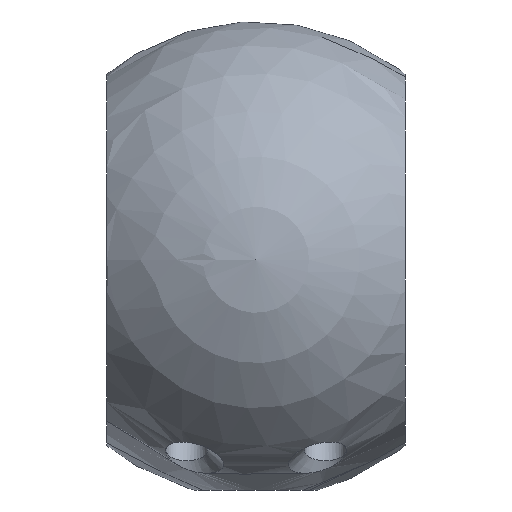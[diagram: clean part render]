
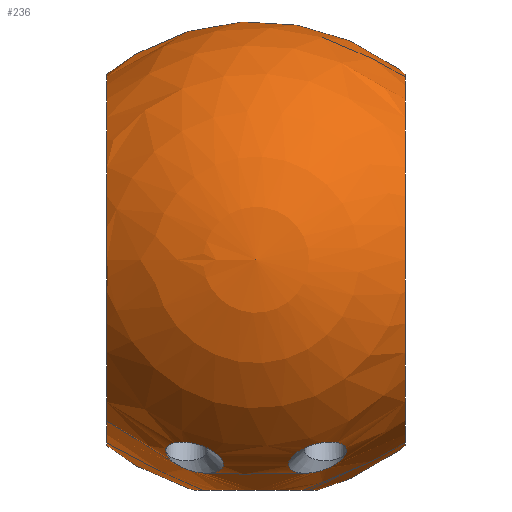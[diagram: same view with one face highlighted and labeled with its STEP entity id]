
A CAD part, left-side view. The second image highlights one B-rep face of the part: STEP entity #236.
In plain terms, the highlighted spherical face has radius 27.5 mm.
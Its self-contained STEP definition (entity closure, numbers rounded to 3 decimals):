
#15=SPHERICAL_SURFACE('',#283,27.5);
#20=FACE_BOUND('',#60,.T.);
#21=FACE_BOUND('',#61,.T.);
#22=FACE_BOUND('',#62,.T.);
#23=FACE_BOUND('',#63,.T.);
#43=FACE_OUTER_BOUND('',#59,.T.);
#59=EDGE_LOOP('',(#210,#211,#212,#213,#214,#215));
#60=EDGE_LOOP('',(#216,#217));
#61=EDGE_LOOP('',(#218,#219));
#62=EDGE_LOOP('',(#220));
#63=EDGE_LOOP('',(#221));
#68=CIRCLE('',#270,7.1);
#73=CIRCLE('',#280,21.45);
#74=CIRCLE('',#281,21.45);
#75=CIRCLE('',#282,21.45);
#76=CIRCLE('',#284,27.5);
#77=CIRCLE('',#285,27.5);
#94=B_SPLINE_CURVE_WITH_KNOTS('',3,(#352,#353,#354,#355,#356,#357,#358,
#359,#360,#361,#362,#363,#364,#365,#366,#367,#368,#369),.UNSPECIFIED.,.F.,
 .F.,(4,2,2,2,2,2,2,2,4),(0.,0.093,0.185,0.299,
0.412,0.555,0.698,0.856,1.013),
 .UNSPECIFIED.);
#95=B_SPLINE_CURVE_WITH_KNOTS('',3,(#370,#371,#372,#373,#374,#375,#376,
#377,#378,#379,#380,#381,#382,#383,#384,#385,#386,#387),.UNSPECIFIED.,.F.,
 .F.,(4,2,2,2,2,2,2,2,4),(1.013,1.171,1.329,
1.472,1.614,1.728,1.842,1.934,
2.027),.UNSPECIFIED.);
#98=B_SPLINE_CURVE_WITH_KNOTS('',3,(#434,#435,#436,#437,#438,#439,#440,
#441,#442,#443,#444,#445,#446,#447,#448,#449,#450,#451,#452,#453),
 .UNSPECIFIED.,.F.,.F.,(4,2,2,2,2,2,2,2,2,4),(0.,0.08,0.16,
0.32,0.461,0.601,0.715,
0.828,0.921,1.014),.UNSPECIFIED.);
#99=B_SPLINE_CURVE_WITH_KNOTS('',3,(#454,#455,#456,#457,#458,#459,#460,
#461,#462,#463,#464,#465,#466,#467,#468,#469,#470,#471),.UNSPECIFIED.,.F.,
 .F.,(4,2,2,2,2,2,2,2,4),(1.014,1.106,1.199,
1.312,1.426,1.569,1.712,1.869,
2.027),.UNSPECIFIED.);
#104=VERTEX_POINT('',#350);
#105=VERTEX_POINT('',#351);
#109=VERTEX_POINT('',#432);
#110=VERTEX_POINT('',#433);
#116=VERTEX_POINT('',#521);
#121=VERTEX_POINT('',#576);
#122=VERTEX_POINT('',#578);
#123=VERTEX_POINT('',#580);
#124=VERTEX_POINT('',#584);
#125=VERTEX_POINT('',#586);
#126=EDGE_CURVE('',#104,#105,#94,.T.);
#127=EDGE_CURVE('',#105,#104,#95,.T.);
#133=EDGE_CURVE('',#109,#110,#98,.T.);
#134=EDGE_CURVE('',#110,#109,#99,.T.);
#142=EDGE_CURVE('',#116,#116,#68,.T.);
#152=EDGE_CURVE('',#121,#121,#73,.T.);
#154=EDGE_CURVE('',#123,#122,#74,.T.);
#155=EDGE_CURVE('',#122,#123,#75,.T.);
#156=EDGE_CURVE('',#123,#124,#76,.T.);
#157=EDGE_CURVE('',#125,#122,#77,.T.);
#210=ORIENTED_EDGE('',*,*,#155,.T.);
#211=ORIENTED_EDGE('',*,*,#156,.T.);
#212=ORIENTED_EDGE('',*,*,#156,.F.);
#213=ORIENTED_EDGE('',*,*,#154,.T.);
#214=ORIENTED_EDGE('',*,*,#157,.F.);
#215=ORIENTED_EDGE('',*,*,#157,.T.);
#216=ORIENTED_EDGE('',*,*,#126,.T.);
#217=ORIENTED_EDGE('',*,*,#127,.T.);
#218=ORIENTED_EDGE('',*,*,#133,.T.);
#219=ORIENTED_EDGE('',*,*,#134,.T.);
#220=ORIENTED_EDGE('',*,*,#142,.T.);
#221=ORIENTED_EDGE('',*,*,#152,.T.);
#236=ADVANCED_FACE('',(#43,#20,#21,#22,#23),#15,.T.);
#270=AXIS2_PLACEMENT_3D('',#522,#312,#313);
#280=AXIS2_PLACEMENT_3D('',#577,#335,#336);
#281=AXIS2_PLACEMENT_3D('',#581,#338,#339);
#282=AXIS2_PLACEMENT_3D('',#582,#340,#341);
#283=AXIS2_PLACEMENT_3D('',#583,#342,#343);
#284=AXIS2_PLACEMENT_3D('',#585,#344,#345);
#285=AXIS2_PLACEMENT_3D('',#587,#346,#347);
#312=DIRECTION('center_axis',(0.,0.,1.));
#313=DIRECTION('ref_axis',(1.,0.,0.));
#335=DIRECTION('center_axis',(0.,1.,0.));
#336=DIRECTION('ref_axis',(-1.,0.,0.));
#338=DIRECTION('center_axis',(0.,-1.,0.));
#339=DIRECTION('ref_axis',(-1.,0.,0.));
#340=DIRECTION('center_axis',(0.,-1.,0.));
#341=DIRECTION('ref_axis',(-1.,0.,0.));
#342=DIRECTION('center_axis',(1.,0.,0.));
#343=DIRECTION('ref_axis',(0.,-1.,0.));
#344=DIRECTION('center_axis',(0.,0.,1.));
#345=DIRECTION('ref_axis',(0.,1.,0.));
#346=DIRECTION('center_axis',(0.,0.,1.));
#347=DIRECTION('ref_axis',(0.,1.,0.));
#350=CARTESIAN_POINT('',(-12.72,-10.441,-22.032));
#351=CARTESIAN_POINT('',(-13.621,-3.758,-23.592));
#352=CARTESIAN_POINT('Ctrl Pts',(-12.72,-10.441,-22.032));
#353=CARTESIAN_POINT('Ctrl Pts',(-12.453,-10.441,-22.187));
#354=CARTESIAN_POINT('Ctrl Pts',(-12.172,-10.392,-22.365));
#355=CARTESIAN_POINT('Ctrl Pts',(-11.655,-10.192,-22.73));
#356=CARTESIAN_POINT('Ctrl Pts',(-11.419,-10.04,-22.916));
#357=CARTESIAN_POINT('Ctrl Pts',(-10.993,-9.651,-23.29));
#358=CARTESIAN_POINT('Ctrl Pts',(-10.784,-9.368,-23.503));
#359=CARTESIAN_POINT('Ctrl Pts',(-10.484,-8.718,-23.885));
#360=CARTESIAN_POINT('Ctrl Pts',(-10.392,-8.353,-24.055));
#361=CARTESIAN_POINT('Ctrl Pts',(-10.312,-7.556,-24.353));
#362=CARTESIAN_POINT('Ctrl Pts',(-10.349,-7.059,-24.486));
#363=CARTESIAN_POINT('Ctrl Pts',(-10.605,-6.095,-24.635));
#364=CARTESIAN_POINT('Ctrl Pts',(-10.823,-5.629,-24.651));
#365=CARTESIAN_POINT('Ctrl Pts',(-11.392,-4.808,-24.569));
#366=CARTESIAN_POINT('Ctrl Pts',(-11.79,-4.421,-24.454));
#367=CARTESIAN_POINT('Ctrl Pts',(-12.677,-3.896,-24.097));
#368=CARTESIAN_POINT('Ctrl Pts',(-13.166,-3.758,-23.855));
#369=CARTESIAN_POINT('Ctrl Pts',(-13.621,-3.758,-23.592));
#370=CARTESIAN_POINT('Ctrl Pts',(-13.621,-3.758,-23.592));
#371=CARTESIAN_POINT('Ctrl Pts',(-14.076,-3.758,-23.329));
#372=CARTESIAN_POINT('Ctrl Pts',(-14.53,-3.896,-23.027));
#373=CARTESIAN_POINT('Ctrl Pts',(-15.283,-4.421,-22.437));
#374=CARTESIAN_POINT('Ctrl Pts',(-15.582,-4.808,-22.15));
#375=CARTESIAN_POINT('Ctrl Pts',(-15.937,-5.629,-21.698));
#376=CARTESIAN_POINT('Ctrl Pts',(-16.032,-6.095,-21.501));
#377=CARTESIAN_POINT('Ctrl Pts',(-16.031,-7.059,-21.206));
#378=CARTESIAN_POINT('Ctrl Pts',(-15.934,-7.556,-21.107));
#379=CARTESIAN_POINT('Ctrl Pts',(-15.636,-8.353,-21.027));
#380=CARTESIAN_POINT('Ctrl Pts',(-15.443,-8.718,-21.022));
#381=CARTESIAN_POINT('Ctrl Pts',(-14.962,-9.368,-21.091));
#382=CARTESIAN_POINT('Ctrl Pts',(-14.673,-9.651,-21.165));
#383=CARTESIAN_POINT('Ctrl Pts',(-14.136,-10.04,-21.347));
#384=CARTESIAN_POINT('Ctrl Pts',(-13.857,-10.192,-21.459));
#385=CARTESIAN_POINT('Ctrl Pts',(-13.283,-10.392,-21.724));
#386=CARTESIAN_POINT('Ctrl Pts',(-12.988,-10.441,-21.878));
#387=CARTESIAN_POINT('Ctrl Pts',(-12.72,-10.441,-22.032));
#432=CARTESIAN_POINT('',(-13.621,3.758,-23.592));
#433=CARTESIAN_POINT('',(-12.72,10.441,-22.032));
#434=CARTESIAN_POINT('Ctrl Pts',(-13.621,3.758,-23.592));
#435=CARTESIAN_POINT('Ctrl Pts',(-13.39,3.758,-23.726));
#436=CARTESIAN_POINT('Ctrl Pts',(-13.15,3.792,-23.854));
#437=CARTESIAN_POINT('Ctrl Pts',(-12.675,3.931,-24.088));
#438=CARTESIAN_POINT('Ctrl Pts',(-12.439,4.035,-24.193));
#439=CARTESIAN_POINT('Ctrl Pts',(-11.766,4.439,-24.462));
#440=CARTESIAN_POINT('Ctrl Pts',(-11.366,4.836,-24.576));
#441=CARTESIAN_POINT('Ctrl Pts',(-10.805,5.663,-24.65));
#442=CARTESIAN_POINT('Ctrl Pts',(-10.594,6.124,-24.632));
#443=CARTESIAN_POINT('Ctrl Pts',(-10.348,7.074,-24.482));
#444=CARTESIAN_POINT('Ctrl Pts',(-10.313,7.563,-24.35));
#445=CARTESIAN_POINT('Ctrl Pts',(-10.392,8.353,-24.055));
#446=CARTESIAN_POINT('Ctrl Pts',(-10.484,8.718,-23.885));
#447=CARTESIAN_POINT('Ctrl Pts',(-10.784,9.368,-23.503));
#448=CARTESIAN_POINT('Ctrl Pts',(-10.993,9.651,-23.29));
#449=CARTESIAN_POINT('Ctrl Pts',(-11.419,10.04,-22.916));
#450=CARTESIAN_POINT('Ctrl Pts',(-11.655,10.192,-22.73));
#451=CARTESIAN_POINT('Ctrl Pts',(-12.172,10.392,-22.365));
#452=CARTESIAN_POINT('Ctrl Pts',(-12.453,10.441,-22.187));
#453=CARTESIAN_POINT('Ctrl Pts',(-12.72,10.441,-22.032));
#454=CARTESIAN_POINT('Ctrl Pts',(-12.72,10.441,-22.032));
#455=CARTESIAN_POINT('Ctrl Pts',(-12.988,10.441,-21.878));
#456=CARTESIAN_POINT('Ctrl Pts',(-13.283,10.392,-21.724));
#457=CARTESIAN_POINT('Ctrl Pts',(-13.857,10.192,-21.459));
#458=CARTESIAN_POINT('Ctrl Pts',(-14.136,10.04,-21.347));
#459=CARTESIAN_POINT('Ctrl Pts',(-14.673,9.651,-21.165));
#460=CARTESIAN_POINT('Ctrl Pts',(-14.962,9.368,-21.091));
#461=CARTESIAN_POINT('Ctrl Pts',(-15.443,8.718,-21.022));
#462=CARTESIAN_POINT('Ctrl Pts',(-15.636,8.353,-21.027));
#463=CARTESIAN_POINT('Ctrl Pts',(-15.934,7.556,-21.107));
#464=CARTESIAN_POINT('Ctrl Pts',(-16.031,7.059,-21.206));
#465=CARTESIAN_POINT('Ctrl Pts',(-16.032,6.095,-21.501));
#466=CARTESIAN_POINT('Ctrl Pts',(-15.937,5.629,-21.698));
#467=CARTESIAN_POINT('Ctrl Pts',(-15.582,4.808,-22.15));
#468=CARTESIAN_POINT('Ctrl Pts',(-15.283,4.421,-22.437));
#469=CARTESIAN_POINT('Ctrl Pts',(-14.53,3.896,-23.027));
#470=CARTESIAN_POINT('Ctrl Pts',(-14.076,3.758,-23.329));
#471=CARTESIAN_POINT('Ctrl Pts',(-13.621,3.758,-23.592));
#521=CARTESIAN_POINT('',(-7.1,0.,-26.568));
#522=CARTESIAN_POINT('Origin',(0.,0.,-26.568));
#576=CARTESIAN_POINT('',(21.45,-17.209,0.));
#577=CARTESIAN_POINT('Origin',(0.,-17.209,0.));
#578=CARTESIAN_POINT('',(21.45,17.209,0.));
#580=CARTESIAN_POINT('',(-21.45,17.209,0.));
#581=CARTESIAN_POINT('Origin',(0.,17.209,0.));
#582=CARTESIAN_POINT('Origin',(0.,17.209,0.));
#583=CARTESIAN_POINT('Origin',(0.,0.,0.));
#584=CARTESIAN_POINT('',(-27.5,0.,0.));
#585=CARTESIAN_POINT('Origin',(0.,0.,0.));
#586=CARTESIAN_POINT('',(27.5,0.,0.));
#587=CARTESIAN_POINT('Origin',(0.,0.,0.));
